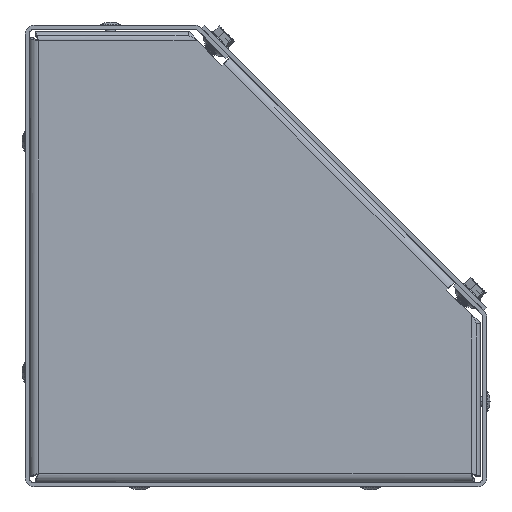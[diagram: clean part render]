
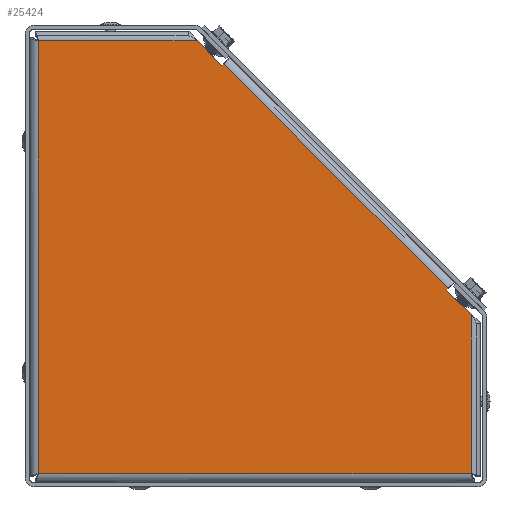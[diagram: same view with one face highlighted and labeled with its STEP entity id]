
A CAD part, left-side view. The second image highlights one B-rep face of the part: STEP entity #25424.
In plain terms, the highlighted planar face has unit normal (-1, 0, 0).
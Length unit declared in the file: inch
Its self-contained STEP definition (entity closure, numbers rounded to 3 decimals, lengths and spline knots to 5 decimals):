
#375 = DIRECTION ( 'NONE',  ( 0., -1., 0. ) ) ;
#2003 = VERTEX_POINT ( 'NONE', #27596 ) ;
#2505 = CARTESIAN_POINT ( 'NONE',  ( -12.38335, 3.08856, -2.8275 ) ) ;
#3340 = ORIENTED_EDGE ( 'NONE', *, *, #45141, .F. ) ;
#3456 = EDGE_CURVE ( 'NONE', #39525, #35674, #8169, .T. ) ;
#4429 = VECTOR ( 'NONE', #51432, 39.37008 ) ;
#4511 = CARTESIAN_POINT ( 'NONE',  ( -12.38335, -2.53519, -2.8275 ) ) ;
#5190 = ORIENTED_EDGE ( 'NONE', *, *, #3456, .F. ) ;
#5250 = LINE ( 'NONE', #25202, #20741 ) ;
#6236 = FACE_OUTER_BOUND ( 'NONE', #42177, .T. ) ;
#6290 = ORIENTED_EDGE ( 'NONE', *, *, #29669, .F. ) ;
#7931 = LINE ( 'NONE', #43400, #50112 ) ;
#7951 = VERTEX_POINT ( 'NONE', #50064 ) ;
#8169 = LINE ( 'NONE', #23962, #49725 ) ;
#8383 = VECTOR ( 'NONE', #41294, 39.37008 ) ;
#8973 = LINE ( 'NONE', #24504, #8383 ) ;
#11414 = LINE ( 'NONE', #27297, #42005 ) ;
#12843 = EDGE_CURVE ( 'NONE', #2003, #29585, #49761, .T. ) ;
#13437 = ORIENTED_EDGE ( 'NONE', *, *, #15920, .T. ) ;
#15920 = EDGE_CURVE ( 'NONE', #46485, #18052, #25511, .T. ) ;
#17591 = LINE ( 'NONE', #37757, #45819 ) ;
#17873 = DIRECTION ( 'NONE',  ( -1., 0., 0. ) ) ;
#18052 = VERTEX_POINT ( 'NONE', #2505 ) ;
#20741 = VECTOR ( 'NONE', #36778, 39.37008 ) ;
#21977 = DIRECTION ( 'NONE',  ( 0., -0.707, -0.707 ) ) ;
#23962 = CARTESIAN_POINT ( 'NONE',  ( -12.38335, -2.31997, -0.34018 ) ) ;
#24504 = CARTESIAN_POINT ( 'NONE',  ( -12.38335, -2.53519, -0.42222 ) ) ;
#24620 = CARTESIAN_POINT ( 'NONE',  ( -12.38335, -2.21517, -0.44498 ) ) ;
#25202 = CARTESIAN_POINT ( 'NONE',  ( -12.38335, -2.21517, -0.44498 ) ) ;
#25424 = ADVANCED_FACE ( 'NONE', ( #6236 ), #45400, .T. ) ;
#25440 = DIRECTION ( 'NONE',  ( 0., 1., 0. ) ) ;
#25511 = LINE ( 'NONE', #36641, #43853 ) ;
#27297 = CARTESIAN_POINT ( 'NONE',  ( -12.38335, 0.68328, 2.79625 ) ) ;
#27596 = CARTESIAN_POINT ( 'NONE',  ( -12.38335, 1.02606, 2.79625 ) ) ;
#28876 = CARTESIAN_POINT ( 'NONE',  ( -12.38335, -2.23689, -0.42326 ) ) ;
#29585 = VERTEX_POINT ( 'NONE', #49106 ) ;
#29669 = EDGE_CURVE ( 'NONE', #29585, #7951, #43308, .T. ) ;
#29858 = CARTESIAN_POINT ( 'NONE',  ( -12.38335, 1.14356, 2.91375 ) ) ;
#31176 = EDGE_CURVE ( 'NONE', #2003, #46485, #11414, .T. ) ;
#31451 = ORIENTED_EDGE ( 'NONE', *, *, #12843, .F. ) ;
#32494 = AXIS2_PLACEMENT_3D ( 'NONE', #49556, #17873, #25440 ) ;
#33052 = DIRECTION ( 'NONE',  ( 0., 0.707, 0.707 ) ) ;
#34217 = DIRECTION ( 'NONE',  ( 0., 0., -1. ) ) ;
#34372 = VERTEX_POINT ( 'NONE', #51619 ) ;
#34662 = VERTEX_POINT ( 'NONE', #4511 ) ;
#35674 = VERTEX_POINT ( 'NONE', #24620 ) ;
#36641 = CARTESIAN_POINT ( 'NONE',  ( -12.38335, 3.08856, -0.42222 ) ) ;
#36778 = DIRECTION ( 'NONE',  ( 0., -0.707, -0.707 ) ) ;
#37208 = ORIENTED_EDGE ( 'NONE', *, *, #46442, .T. ) ;
#37757 = CARTESIAN_POINT ( 'NONE',  ( -12.38335, -2.23689, -0.42326 ) ) ;
#38012 = ORIENTED_EDGE ( 'NONE', *, *, #39174, .T. ) ;
#39174 = EDGE_CURVE ( 'NONE', #34662, #34372, #8973, .T. ) ;
#39525 = VERTEX_POINT ( 'NONE', #28876 ) ;
#39981 = DIRECTION ( 'NONE',  ( 0., 0.707, -0.707 ) ) ;
#41294 = DIRECTION ( 'NONE',  ( 0., 0., 1. ) ) ;
#42005 = VECTOR ( 'NONE', #47231, 39.37008 ) ;
#42177 = EDGE_LOOP ( 'NONE', ( #6290, #31451, #47002, #13437, #37208, #38012, #3340, #5190, #42672 ) ) ;
#42672 = ORIENTED_EDGE ( 'NONE', *, *, #46820, .T. ) ;
#43308 = LINE ( 'NONE', #48017, #4429 ) ;
#43400 = CARTESIAN_POINT ( 'NONE',  ( -12.38335, 0.68328, -2.8275 ) ) ;
#43853 = VECTOR ( 'NONE', #34217, 39.37008 ) ;
#45141 = EDGE_CURVE ( 'NONE', #35674, #34372, #5250, .T. ) ;
#45400 = PLANE ( 'NONE',  #32494 ) ;
#45819 = VECTOR ( 'NONE', #33052, 39.37008 ) ;
#46442 = EDGE_CURVE ( 'NONE', #18052, #34662, #7931, .T. ) ;
#46485 = VERTEX_POINT ( 'NONE', #47597 ) ;
#46820 = EDGE_CURVE ( 'NONE', #39525, #7951, #17591, .T. ) ;
#47002 = ORIENTED_EDGE ( 'NONE', *, *, #31176, .T. ) ;
#47231 = DIRECTION ( 'NONE',  ( 0., 1., 0. ) ) ;
#47597 = CARTESIAN_POINT ( 'NONE',  ( -12.38335, 3.08856, 2.79625 ) ) ;
#48017 = CARTESIAN_POINT ( 'NONE',  ( -12.38335, 0.70603, 2.47623 ) ) ;
#49106 = CARTESIAN_POINT ( 'NONE',  ( -12.38335, 0.70603, 2.47623 ) ) ;
#49556 = CARTESIAN_POINT ( 'NONE',  ( -12.38335, 0.68328, -0.42222 ) ) ;
#49725 = VECTOR ( 'NONE', #39981, 39.37008 ) ;
#49761 = LINE ( 'NONE', #29858, #49876 ) ;
#49876 = VECTOR ( 'NONE', #21977, 39.37008 ) ;
#50064 = CARTESIAN_POINT ( 'NONE',  ( -12.38335, 0.68432, 2.49794 ) ) ;
#50112 = VECTOR ( 'NONE', #375, 39.37008 ) ;
#51432 = DIRECTION ( 'NONE',  ( 0., -0.707, 0.707 ) ) ;
#51619 = CARTESIAN_POINT ( 'NONE',  ( -12.38335, -2.53519, -0.765 ) ) ;
